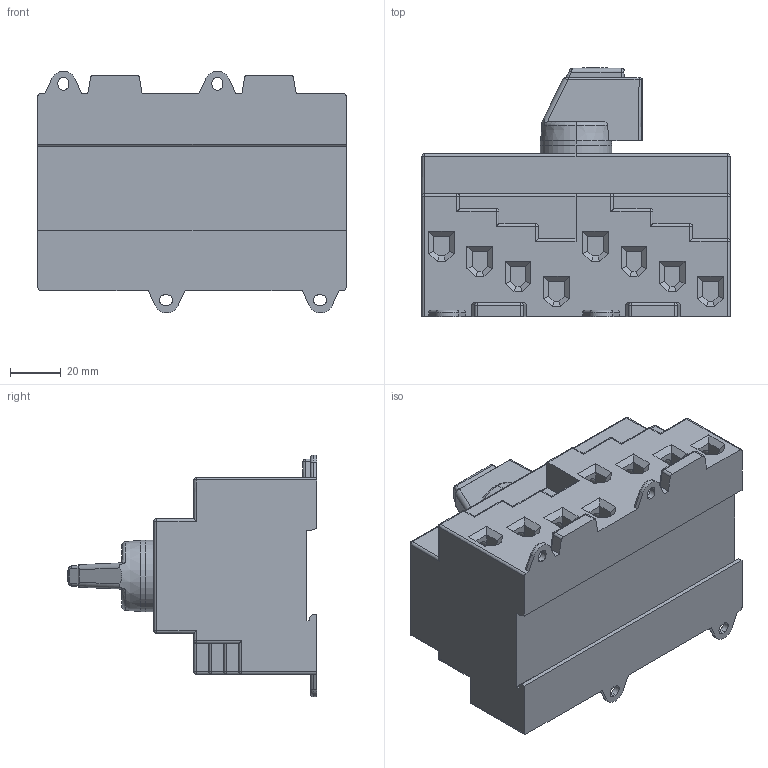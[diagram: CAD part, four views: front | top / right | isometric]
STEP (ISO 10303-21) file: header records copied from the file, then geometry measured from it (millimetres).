
FILE_DESCRIPTION (( 'STEP AP203' ), '1' );
FILE_NAME ('SI16_32-DBL-6_8.STEP', '2016-03-18T07:46:11', ( 'IMO' ), ( '' ), 'SwSTEP 2.0', 'SolidWorks 2015', '' );
FILE_SCHEMA (( 'CONFIG_CONTROL_DESIGN' ));
Length unit declared in the file: millimetre
Products named in the file (3): Dummy Lever Lockable Assembly; SI16_32-DBL-6_8; Dummy SI Swtich Body DB 8P
Assembly tree (2 placements, depth 2):
  SI16_32-DBL-6_8
    Dummy SI Swtich Body DB 8P
    Dummy Lever Lockable Assembly
Bounding box: 121 x 98.08 x 94.98 mm (x, y, z)
Volume: 494189.2 mm3; surface area: 59237.6 mm2
Topology: 2 solids, 2 shells, 571 faces, 1418 edges, 831 vertices
Faces by surface type: plane 330, cylinder 157, torus 43, sphere 26, bspline 12, cone 3
Entity records: 17117 total; most frequent: CARTESIAN_POINT 3438, DIRECTION 2807, ORIENTED_EDGE 2780, EDGE_CURVE 1390, AXIS2_PLACEMENT_3D 936, LINE 935, VECTOR 935, VERTEX_POINT 831
